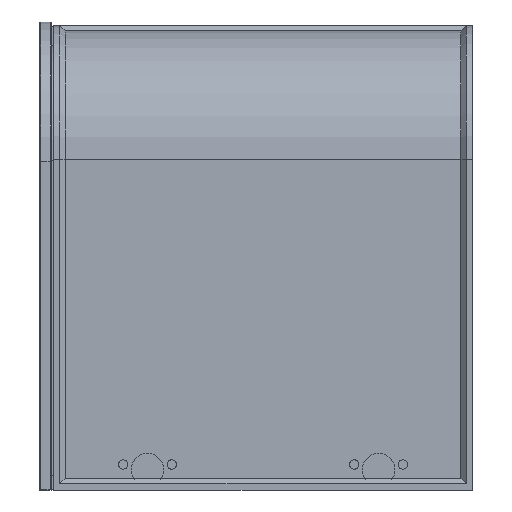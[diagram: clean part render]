
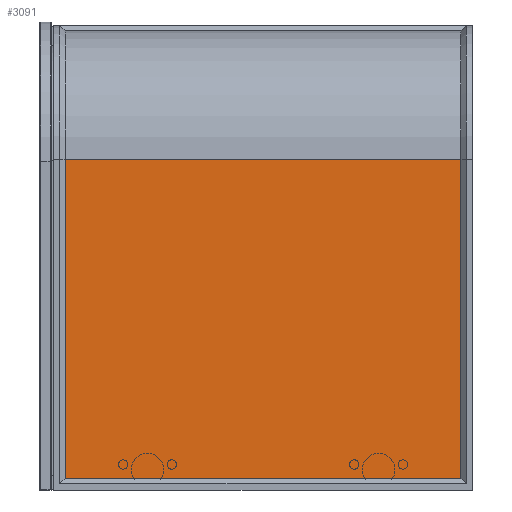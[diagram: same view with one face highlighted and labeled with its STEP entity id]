
A CAD part, left-side view. The second image highlights one B-rep face of the part: STEP entity #3091.
In plain terms, the highlighted planar face has unit normal (-1, 0, 0).
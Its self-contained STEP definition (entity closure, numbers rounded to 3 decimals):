
#410 = EDGE_CURVE ( 'NONE', #3839, #6754, #1018, .T. ) ;
#535 = EDGE_CURVE ( 'NONE', #6754, #2911, #6770, .T. ) ;
#723 = VECTOR ( 'NONE', #5123, 1000. ) ;
#1018 = LINE ( 'NONE', #2629, #1575 ) ;
#1331 = VECTOR ( 'NONE', #3539, 1000. ) ;
#1575 = VECTOR ( 'NONE', #7216, 1000. ) ;
#1646 = CARTESIAN_POINT ( 'NONE',  ( -77.5, 435., -236. ) ) ;
#1720 = CARTESIAN_POINT ( 'NONE',  ( -77.5, 6.5, -236. ) ) ;
#1722 = LINE ( 'NONE', #4617, #1331 ) ;
#1867 = ORIENTED_EDGE ( 'NONE', *, *, #410, .T. ) ;
#2510 = CARTESIAN_POINT ( 'NONE',  ( -77.5, 961.831, -241.5 ) ) ;
#2629 = CARTESIAN_POINT ( 'NONE',  ( -77.5, 435., -241.5 ) ) ;
#2642 = CARTESIAN_POINT ( 'NONE',  ( -77.5, 435., 105. ) ) ;
#2694 = LINE ( 'NONE', #5011, #5604 ) ;
#2847 = FACE_OUTER_BOUND ( 'NONE', #7262, .T. ) ;
#2911 = VERTEX_POINT ( 'NONE', #3762 ) ;
#3091 = ADVANCED_FACE ( 'NONE', ( #2847 ), #5132, .T. ) ;
#3539 = DIRECTION ( 'NONE',  ( 0., -1., 0. ) ) ;
#3671 = AXIS2_PLACEMENT_3D ( 'NONE', #2510, #4558, #4104 ) ;
#3678 = VERTEX_POINT ( 'NONE', #5711 ) ;
#3762 = CARTESIAN_POINT ( 'NONE',  ( -77.5, 12., -236. ) ) ;
#3839 = VERTEX_POINT ( 'NONE', #2642 ) ;
#4104 = DIRECTION ( 'NONE',  ( 0., 0., 1. ) ) ;
#4206 = ORIENTED_EDGE ( 'NONE', *, *, #4473, .F. ) ;
#4473 = EDGE_CURVE ( 'NONE', #3839, #3678, #1722, .T. ) ;
#4558 = DIRECTION ( 'NONE',  ( -1., 0., 0. ) ) ;
#4617 = CARTESIAN_POINT ( 'NONE',  ( -77.5, 961.831, 105. ) ) ;
#5011 = CARTESIAN_POINT ( 'NONE',  ( -77.5, 12., 105. ) ) ;
#5123 = DIRECTION ( 'NONE',  ( 0., -1., 0. ) ) ;
#5132 = PLANE ( 'NONE',  #3671 ) ;
#5604 = VECTOR ( 'NONE', #6764, 1000. ) ;
#5663 = EDGE_CURVE ( 'NONE', #2911, #3678, #2694, .T. ) ;
#5711 = CARTESIAN_POINT ( 'NONE',  ( -77.5, 12., 105. ) ) ;
#6646 = ORIENTED_EDGE ( 'NONE', *, *, #5663, .T. ) ;
#6754 = VERTEX_POINT ( 'NONE', #1646 ) ;
#6764 = DIRECTION ( 'NONE',  ( 0., 0., 1. ) ) ;
#6770 = LINE ( 'NONE', #1720, #723 ) ;
#7004 = ORIENTED_EDGE ( 'NONE', *, *, #535, .T. ) ;
#7216 = DIRECTION ( 'NONE',  ( 0., 0., -1. ) ) ;
#7262 = EDGE_LOOP ( 'NONE', ( #7004, #6646, #4206, #1867 ) ) ;
